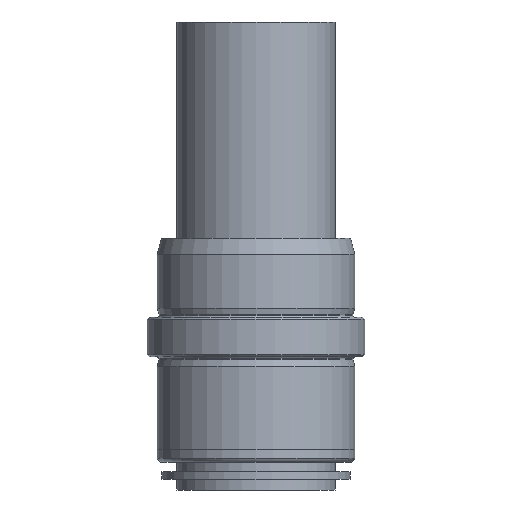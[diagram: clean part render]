
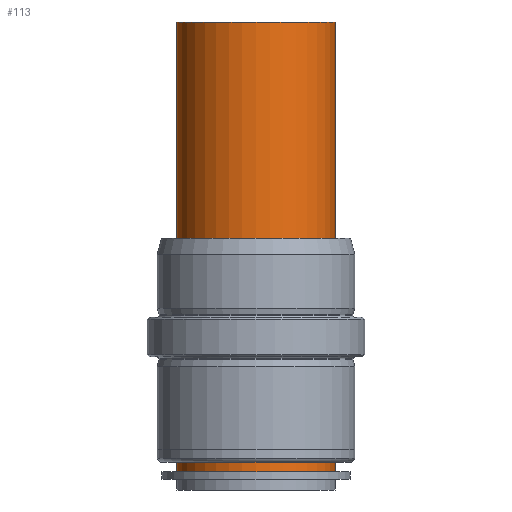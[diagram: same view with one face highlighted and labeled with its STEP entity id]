
A CAD part, front view. The second image highlights one B-rep face of the part: STEP entity #113.
In plain terms, the highlighted cylindrical face has radius 12 mm (diameter 24 mm), a full revolution.
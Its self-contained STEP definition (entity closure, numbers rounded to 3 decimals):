
#113=ADVANCED_FACE('',(#282,#283),#284,.T.);
#137=EDGE_CURVE('',#322,#322,#323,.T.);
#139=EDGE_CURVE('',#325,#325,#326,.T.);
#282=FACE_OUTER_BOUND('',#533,.T.);
#283=FACE_OUTER_BOUND('',#534,.T.);
#284=CYLINDRICAL_SURFACE('',#535,12.0);
#322=VERTEX_POINT('',#582);
#323=CIRCLE('',#583,12.0);
#325=VERTEX_POINT('',#586);
#326=CIRCLE('',#587,12.0);
#533=EDGE_LOOP('',(#818));
#534=EDGE_LOOP('',(#819));
#535=AXIS2_PLACEMENT_3D('',#820,#821,#822);
#582=CARTESIAN_POINT('',(12.0,0.0,56.6));
#583=AXIS2_PLACEMENT_3D('',#865,#866,#867);
#586=CARTESIAN_POINT('',(12.0,0.0,124.8));
#587=AXIS2_PLACEMENT_3D('',#868,#869,#870);
#818=ORIENTED_EDGE('',*,*,#137,.T.);
#819=ORIENTED_EDGE('',*,*,#139,.F.);
#820=CARTESIAN_POINT('',(0.0,0.0,91.8));
#821=DIRECTION('',(0.0,0.0,-1.0));
#822=DIRECTION('',(1.0,0.0,0.0));
#865=CARTESIAN_POINT('',(0.0,0.0,56.6));
#866=DIRECTION('',(0.0,0.0,1.0));
#867=DIRECTION('',(1.0,0.0,0.0));
#868=CARTESIAN_POINT('',(0.0,0.0,124.8));
#869=DIRECTION('',(0.0,0.0,1.0));
#870=DIRECTION('',(1.0,0.0,0.0));
